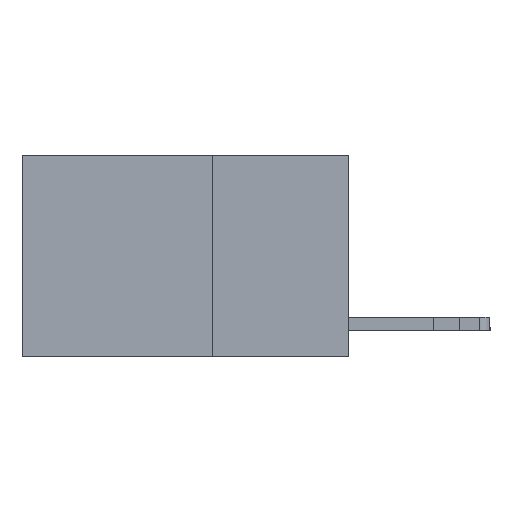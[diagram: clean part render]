
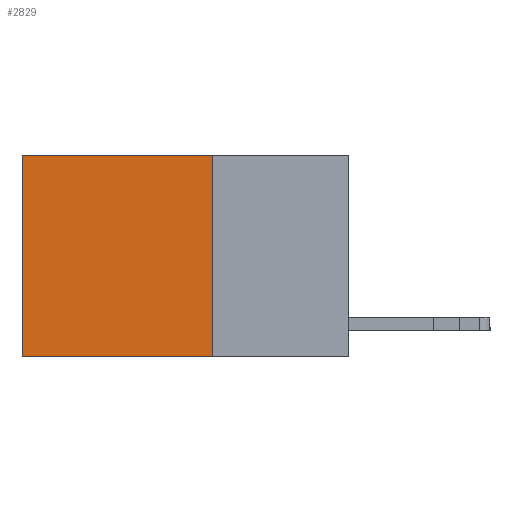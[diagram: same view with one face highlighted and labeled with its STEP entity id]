
A CAD part, left-side view. The second image highlights one B-rep face of the part: STEP entity #2829.
In plain terms, the highlighted planar face has unit normal (-1, 0, 0).
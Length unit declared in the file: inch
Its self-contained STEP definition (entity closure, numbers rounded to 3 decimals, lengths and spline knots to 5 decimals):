
#126 = VERTEX_POINT ( 'NONE', #2244 ) ;
#158 = EDGE_CURVE ( 'NONE', #126, #8104, #17561, .T. ) ;
#638 = LINE ( 'NONE', #6886, #10759 ) ;
#1026 = CARTESIAN_POINT ( 'NONE',  ( 0.2625, 0.6, -0.37 ) ) ;
#2038 = DIRECTION ( 'NONE',  ( 0., 0., -1. ) ) ;
#2244 = CARTESIAN_POINT ( 'NONE',  ( 0.2625, 0.25, -0.37 ) ) ;
#2829 = ADVANCED_FACE ( 'NONE', ( #9685 ), #5114, .F. ) ;
#3381 = DIRECTION ( 'NONE',  ( 1., 0., 0. ) ) ;
#3405 = ORIENTED_EDGE ( 'NONE', *, *, #10746, .T. ) ;
#4963 = LINE ( 'NONE', #14347, #18285 ) ;
#5114 = PLANE ( 'NONE',  #10695 ) ;
#5118 = VERTEX_POINT ( 'NONE', #20125 ) ;
#5851 = CARTESIAN_POINT ( 'NONE',  ( 0.2625, 0.25, 0. ) ) ;
#6886 = CARTESIAN_POINT ( 'NONE',  ( 0.2625, 0.25, 0. ) ) ;
#7691 = CARTESIAN_POINT ( 'NONE',  ( 0.2625, 0.25, 0. ) ) ;
#7722 = ORIENTED_EDGE ( 'NONE', *, *, #16975, .F. ) ;
#8104 = VERTEX_POINT ( 'NONE', #1026 ) ;
#8163 = CARTESIAN_POINT ( 'NONE',  ( 0.2625, 0.25, -0.37 ) ) ;
#8904 = DIRECTION ( 'NONE',  ( 0., 0., -1. ) ) ;
#9685 = FACE_OUTER_BOUND ( 'NONE', #18944, .T. ) ;
#9935 = LINE ( 'NONE', #5851, #10831 ) ;
#10695 = AXIS2_PLACEMENT_3D ( 'NONE', #16020, #3381, #2038 ) ;
#10720 = EDGE_CURVE ( 'NONE', #5118, #8104, #4963, .T. ) ;
#10746 = EDGE_CURVE ( 'NONE', #16797, #5118, #638, .T. ) ;
#10759 = VECTOR ( 'NONE', #13122, 39.37008 ) ;
#10831 = VECTOR ( 'NONE', #8904, 39.37008 ) ;
#13122 = DIRECTION ( 'NONE',  ( 0., 1., 0. ) ) ;
#13392 = ORIENTED_EDGE ( 'NONE', *, *, #158, .F. ) ;
#13879 = VECTOR ( 'NONE', #17673, 39.37008 ) ;
#14347 = CARTESIAN_POINT ( 'NONE',  ( 0.2625, 0.6, 0. ) ) ;
#16020 = CARTESIAN_POINT ( 'NONE',  ( 0.2625, 0.25, 0. ) ) ;
#16161 = DIRECTION ( 'NONE',  ( 0., 0., -1. ) ) ;
#16797 = VERTEX_POINT ( 'NONE', #7691 ) ;
#16975 = EDGE_CURVE ( 'NONE', #16797, #126, #9935, .T. ) ;
#17530 = ORIENTED_EDGE ( 'NONE', *, *, #10720, .T. ) ;
#17561 = LINE ( 'NONE', #8163, #13879 ) ;
#17673 = DIRECTION ( 'NONE',  ( 0., 1., 0. ) ) ;
#18285 = VECTOR ( 'NONE', #16161, 39.37008 ) ;
#18944 = EDGE_LOOP ( 'NONE', ( #17530, #13392, #7722, #3405 ) ) ;
#20125 = CARTESIAN_POINT ( 'NONE',  ( 0.2625, 0.6, 0. ) ) ;
